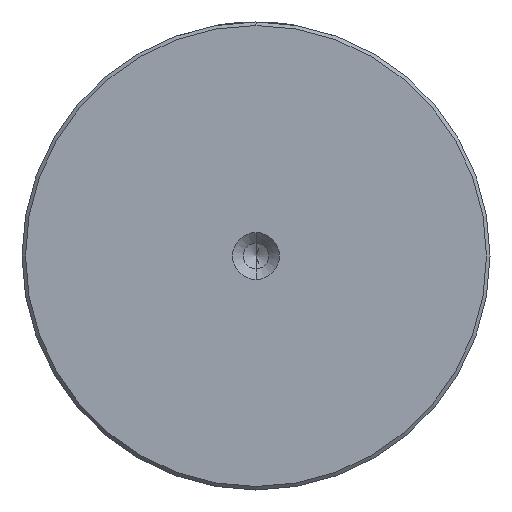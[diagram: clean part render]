
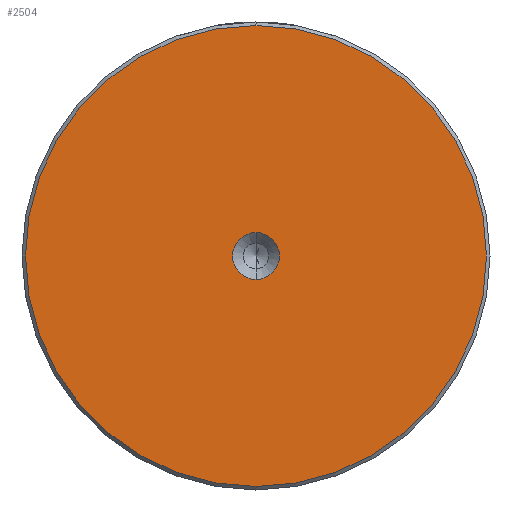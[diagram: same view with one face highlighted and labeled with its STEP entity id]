
A CAD part, left-side view. The second image highlights one B-rep face of the part: STEP entity #2504.
In plain terms, the highlighted planar face has unit normal (-1, 0, 0).
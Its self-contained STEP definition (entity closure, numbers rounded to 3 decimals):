
#17 = CARTESIAN_POINT ( 'NONE',  ( 0., 0., 0. ) ) ;
#29 = CIRCLE ( 'NONE', #708, 3.3 ) ;
#231 = DIRECTION ( 'NONE',  ( 0., 0., 1. ) ) ;
#390 = AXIS2_PLACEMENT_3D ( 'NONE', #1969, #799, #2164 ) ;
#469 = AXIS2_PLACEMENT_3D ( 'NONE', #17, #1401, #231 ) ;
#474 = EDGE_CURVE ( 'NONE', #1059, #899, #29, .T. ) ;
#475 = AXIS2_PLACEMENT_3D ( 'NONE', #2197, #1024, #2377 ) ;
#606 = PLANE ( 'NONE',  #1079 ) ;
#614 = ORIENTED_EDGE ( 'NONE', *, *, #474, .F. ) ;
#626 = ORIENTED_EDGE ( 'NONE', *, *, #1838, .T. ) ;
#708 = AXIS2_PLACEMENT_3D ( 'NONE', #2048, #2041, #2034 ) ;
#799 = DIRECTION ( 'NONE',  ( -1., 0., 0. ) ) ;
#811 = DIRECTION ( 'NONE',  ( -1., 0., 0. ) ) ;
#899 = VERTEX_POINT ( 'NONE', #2350 ) ;
#961 = EDGE_CURVE ( 'NONE', #1866, #1406, #2215, .T. ) ;
#994 = CARTESIAN_POINT ( 'NONE',  ( 0., 0., 32.5 ) ) ;
#1024 = DIRECTION ( 'NONE',  ( -1., 0., 0. ) ) ;
#1059 = VERTEX_POINT ( 'NONE', #1434 ) ;
#1079 = AXIS2_PLACEMENT_3D ( 'NONE', #1188, #811, #2176 ) ;
#1188 = CARTESIAN_POINT ( 'NONE',  ( 0., 0., 0. ) ) ;
#1329 = FACE_OUTER_BOUND ( 'NONE', #2074, .T. ) ;
#1401 = DIRECTION ( 'NONE',  ( -1., 0., 0. ) ) ;
#1406 = VERTEX_POINT ( 'NONE', #2012 ) ;
#1434 = CARTESIAN_POINT ( 'NONE',  ( 0., 0., 3.3 ) ) ;
#1624 = EDGE_LOOP ( 'NONE', ( #614, #1633 ) ) ;
#1633 = ORIENTED_EDGE ( 'NONE', *, *, #2188, .F. ) ;
#1661 = FACE_BOUND ( 'NONE', #1624, .T. ) ;
#1691 = CIRCLE ( 'NONE', #469, 3.3 ) ;
#1838 = EDGE_CURVE ( 'NONE', #1406, #1866, #2244, .T. ) ;
#1866 = VERTEX_POINT ( 'NONE', #994 ) ;
#1969 = CARTESIAN_POINT ( 'NONE',  ( 0., 0., 0. ) ) ;
#2012 = CARTESIAN_POINT ( 'NONE',  ( 0., 0., -32.5 ) ) ;
#2034 = DIRECTION ( 'NONE',  ( 0., 0., 1. ) ) ;
#2041 = DIRECTION ( 'NONE',  ( -1., 0., 0. ) ) ;
#2048 = CARTESIAN_POINT ( 'NONE',  ( 0., 0., 0. ) ) ;
#2074 = EDGE_LOOP ( 'NONE', ( #626, #2526 ) ) ;
#2164 = DIRECTION ( 'NONE',  ( 0., 0., 1. ) ) ;
#2176 = DIRECTION ( 'NONE',  ( 0., 0., 1. ) ) ;
#2188 = EDGE_CURVE ( 'NONE', #899, #1059, #1691, .T. ) ;
#2197 = CARTESIAN_POINT ( 'NONE',  ( 0., 0., 0. ) ) ;
#2215 = CIRCLE ( 'NONE', #475, 32.5 ) ;
#2244 = CIRCLE ( 'NONE', #390, 32.5 ) ;
#2350 = CARTESIAN_POINT ( 'NONE',  ( 0., 0., -3.3 ) ) ;
#2377 = DIRECTION ( 'NONE',  ( 0., 0., 1. ) ) ;
#2504 = ADVANCED_FACE ( 'NONE', ( #1329, #1661 ), #606, .T. ) ;
#2526 = ORIENTED_EDGE ( 'NONE', *, *, #961, .T. ) ;
